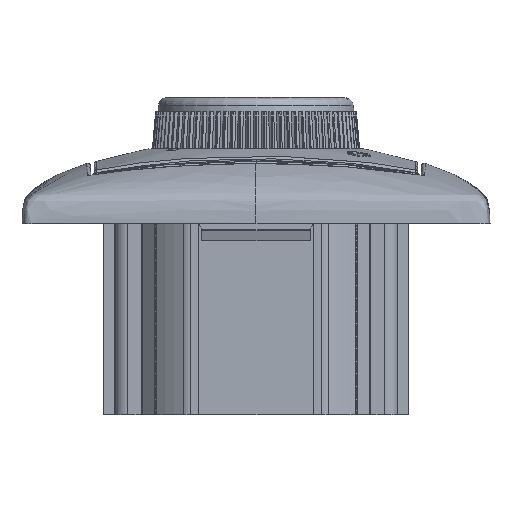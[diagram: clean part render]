
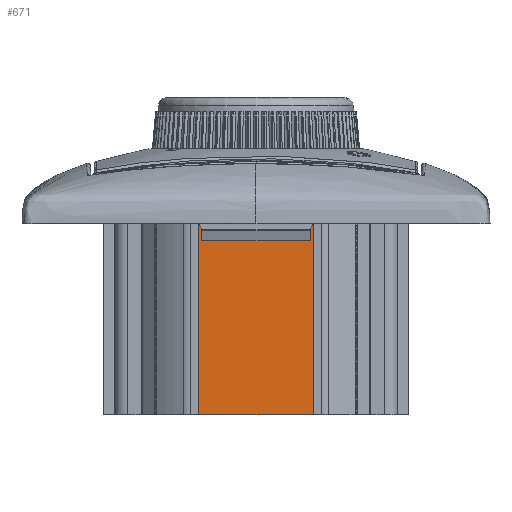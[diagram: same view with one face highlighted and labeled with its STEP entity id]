
A CAD part, front view. The second image highlights one B-rep face of the part: STEP entity #671.
In plain terms, the highlighted planar face has unit normal (0, -1, 0).
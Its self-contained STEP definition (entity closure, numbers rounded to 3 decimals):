
#671=ADVANCED_FACE('',(#18740),#18742,.T.);
#18740=FACE_BOUND('',#18741,.T.);
#18741=EDGE_LOOP('',(#22517,#22518,#22519,#22520,#22521,#22522,#22523,#22524));
#18742=PLANE('',#18743);
#18743=AXIS2_PLACEMENT_3D('',#18744,#18745,#18746);
#18744=CARTESIAN_POINT('',(10.07,-24.713,-1.));
#18745=DIRECTION('',(0.,-1.,0.));
#18746=DIRECTION('',(-1.,0.,0.));
#22517=ORIENTED_EDGE('',*,*,#31320,.T.);
#22518=ORIENTED_EDGE('',*,*,#31196,.T.);
#22519=ORIENTED_EDGE('',*,*,#31319,.F.);
#22520=ORIENTED_EDGE('',*,*,#31200,.F.);
#22521=ORIENTED_EDGE('',*,*,#31321,.T.);
#22522=ORIENTED_EDGE('',*,*,#31322,.T.);
#22523=ORIENTED_EDGE('',*,*,#31323,.T.);
#22524=ORIENTED_EDGE('',*,*,#31324,.T.);
#31196=EDGE_CURVE('',#34598,#34745,#34747,.T.);
#31200=EDGE_CURVE('',#34600,#34753,#34754,.T.);
#31319=EDGE_CURVE('',#34753,#34745,#34932,.T.);
#31320=EDGE_CURVE('',#34933,#34598,#34934,.T.);
#31321=EDGE_CURVE('',#34600,#34935,#34936,.T.);
#31322=EDGE_CURVE('',#34935,#34937,#34938,.T.);
#31323=EDGE_CURVE('',#34937,#34939,#34940,.F.);
#31324=EDGE_CURVE('',#34939,#34933,#34941,.T.);
#34598=VERTEX_POINT('',#57764);
#34600=VERTEX_POINT('',#57768);
#34745=VERTEX_POINT('',#58266);
#34747=LINE('',#58270,#58271);
#34753=VERTEX_POINT('',#58284);
#34754=LINE('',#58285,#58286);
#34932=LINE('',#58758,#58759);
#34933=VERTEX_POINT('',#58761);
#34934=LINE('',#58762,#58763);
#34935=VERTEX_POINT('',#58765);
#34936=LINE('',#58766,#58767);
#34937=VERTEX_POINT('',#58769);
#34938=LINE('',#58770,#58771);
#34939=VERTEX_POINT('',#58773);
#34940=LINE('',#58774,#58775);
#34941=LINE('',#58777,#58778);
#57764=CARTESIAN_POINT('',(-10.07,-24.713,-1.));
#57768=CARTESIAN_POINT('',(10.07,-24.713,-1.));
#58266=CARTESIAN_POINT('',(-10.07,-24.713,-34.5));
#58270=CARTESIAN_POINT('',(-10.07,-24.713,-1.));
#58271=VECTOR('',#58272,1.);
#58272=DIRECTION('',(0.,0.,-1.));
#58284=CARTESIAN_POINT('',(10.07,-24.713,-34.5));
#58285=CARTESIAN_POINT('',(10.07,-24.713,-1.));
#58286=VECTOR('',#58287,1.);
#58287=DIRECTION('',(0.,0.,-1.));
#58758=CARTESIAN_POINT('',(10.07,-24.713,-34.5));
#58759=VECTOR('',#58760,1.);
#58760=DIRECTION('',(-1.,0.,0.));
#58761=CARTESIAN_POINT('',(-9.499,-24.713,-2.));
#58762=CARTESIAN_POINT('',(-9.499,-24.713,-2.));
#58763=VECTOR('',#58764,1.);
#58764=DIRECTION('',(-0.496,0.,0.869));
#58765=CARTESIAN_POINT('',(9.499,-24.713,-2.));
#58766=CARTESIAN_POINT('',(10.07,-24.713,-1.));
#58767=VECTOR('',#58768,1.);
#58768=DIRECTION('',(-0.496,0.,-0.869));
#58769=CARTESIAN_POINT('',(9.482,-24.713,-4.));
#58770=CARTESIAN_POINT('',(9.499,-24.713,-2.));
#58771=VECTOR('',#58772,1.);
#58772=DIRECTION('',(-0.009,0.,-1.));
#58773=CARTESIAN_POINT('',(-9.482,-24.713,-4.));
#58774=CARTESIAN_POINT('',(-9.482,-24.713,-4.));
#58775=VECTOR('',#58776,1.);
#58776=DIRECTION('',(1.,0.,0.));
#58777=CARTESIAN_POINT('',(-9.482,-24.713,-4.));
#58778=VECTOR('',#58779,1.);
#58779=DIRECTION('',(-0.009,0.,1.));
